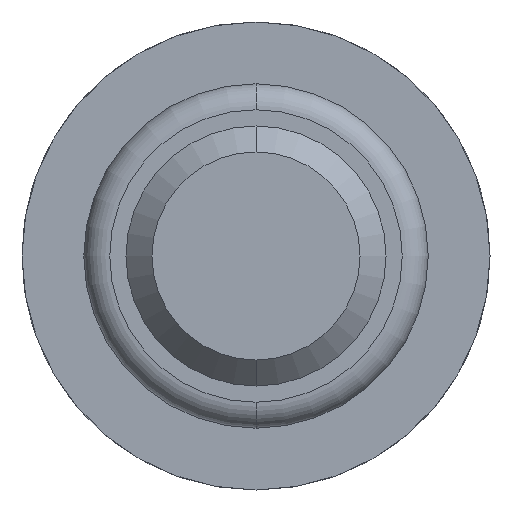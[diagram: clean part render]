
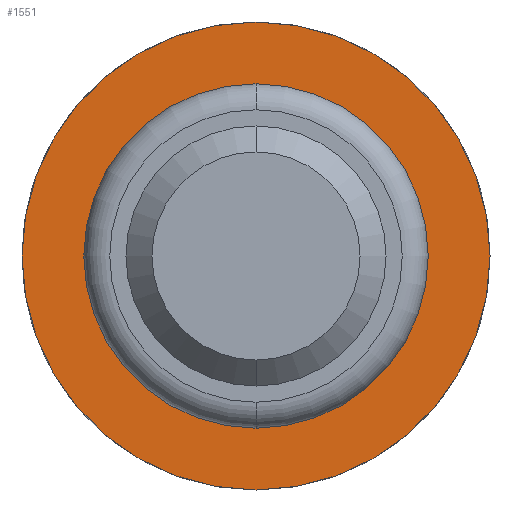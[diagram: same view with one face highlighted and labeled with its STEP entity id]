
A CAD part, front view. The second image highlights one B-rep face of the part: STEP entity #1551.
In plain terms, the highlighted planar face has unit normal (0, -1, 0).
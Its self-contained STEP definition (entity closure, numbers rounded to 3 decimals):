
#42 = CARTESIAN_POINT ( 'NONE',  ( 0., -1.8, 1.325 ) ) ;
#50 = ORIENTED_EDGE ( 'NONE', *, *, #4745, .F. ) ;
#66 = CIRCLE ( 'NONE', #2430, 1.8 ) ;
#177 = AXIS2_PLACEMENT_3D ( 'NONE', #3598, #2356, #778 ) ;
#373 = VERTEX_POINT ( 'NONE', #4288 ) ;
#457 = CIRCLE ( 'NONE', #603, 1.8 ) ;
#505 = EDGE_CURVE ( 'Defeature ausgef�hrt4_13+Defeature ausgef�hrt4_14+Defeature ausgef�hrt4_14+Defeature ausgef�hrt4_14', #373, #1006, #2269, .T. ) ;
#603 = AXIS2_PLACEMENT_3D ( 'NONE', #845, #1672, #4537 ) ;
#768 = FACE_OUTER_BOUND ( 'NONE', #3912, .T. ) ;
#778 = DIRECTION ( 'NONE',  ( 0., 0., 1. ) ) ;
#829 = DIRECTION ( 'NONE',  ( 0., 1., 0. ) ) ;
#845 = CARTESIAN_POINT ( 'NONE',  ( 0., -1.8, 0. ) ) ;
#1006 = VERTEX_POINT ( 'NONE', #42 ) ;
#1183 = CARTESIAN_POINT ( 'NONE',  ( 0., -1.8, 1.8 ) ) ;
#1366 = DIRECTION ( 'NONE',  ( 0., 0., 1. ) ) ;
#1391 = AXIS2_PLACEMENT_3D ( 'NONE', #3267, #829, #3680 ) ;
#1551 = ADVANCED_FACE ( 'Defeature ausgef�hrt4_13', ( #768, #4284 ), #4935, .F. ) ;
#1672 = DIRECTION ( 'NONE',  ( 0., 1., 0. ) ) ;
#1728 = CARTESIAN_POINT ( 'NONE',  ( 0., -1.8, -1.8 ) ) ;
#1787 = CARTESIAN_POINT ( 'NONE',  ( 0., -1.8, 0. ) ) ;
#2037 = EDGE_CURVE ( 'Defeature ausgef�hrt4_12+Defeature ausgef�hrt4_13+Defeature ausgef�hrt4_13+Defeature ausgef�hrt4_13', #3739, #3649, #66, .T. ) ;
#2269 = CIRCLE ( 'NONE', #177, 1.325 ) ;
#2356 = DIRECTION ( 'NONE',  ( 0., 1., 0. ) ) ;
#2430 = AXIS2_PLACEMENT_3D ( 'NONE', #1787, #2590, #1366 ) ;
#2590 = DIRECTION ( 'NONE',  ( 0., 1., 0. ) ) ;
#2689 = AXIS2_PLACEMENT_3D ( 'NONE', #4436, #4001, #4018 ) ;
#3096 = ORIENTED_EDGE ( 'NONE', *, *, #2037, .F. ) ;
#3267 = CARTESIAN_POINT ( 'NONE',  ( 1.8, -1.8, 0. ) ) ;
#3366 = CIRCLE ( 'NONE', #2689, 1.325 ) ;
#3598 = CARTESIAN_POINT ( 'NONE',  ( 0., -1.8, 0. ) ) ;
#3649 = VERTEX_POINT ( 'NONE', #1728 ) ;
#3680 = DIRECTION ( 'NONE',  ( 0., 0., 1. ) ) ;
#3739 = VERTEX_POINT ( 'NONE', #1183 ) ;
#3881 = ORIENTED_EDGE ( 'NONE', *, *, #505, .T. ) ;
#3912 = EDGE_LOOP ( 'NONE', ( #3096, #50 ) ) ;
#4001 = DIRECTION ( 'NONE',  ( 0., 1., 0. ) ) ;
#4018 = DIRECTION ( 'NONE',  ( 0., 0., 1. ) ) ;
#4064 = EDGE_LOOP ( 'NONE', ( #5128, #3881 ) ) ;
#4284 = FACE_BOUND ( 'NONE', #4064, .T. ) ;
#4288 = CARTESIAN_POINT ( 'NONE',  ( 0., -1.8, -1.325 ) ) ;
#4436 = CARTESIAN_POINT ( 'NONE',  ( 0., -1.8, 0. ) ) ;
#4537 = DIRECTION ( 'NONE',  ( 0., 0., 1. ) ) ;
#4745 = EDGE_CURVE ( 'Defeature ausgef�hrt4_12+Defeature ausgef�hrt4_13+Defeature ausgef�hrt4_13+Defeature ausgef�hrt4_13', #3649, #3739, #457, .T. ) ;
#4935 = PLANE ( 'NONE',  #1391 ) ;
#5128 = ORIENTED_EDGE ( 'NONE', *, *, #5160, .T. ) ;
#5160 = EDGE_CURVE ( 'Defeature ausgef�hrt4_13+Defeature ausgef�hrt4_14+Defeature ausgef�hrt4_14+Defeature ausgef�hrt4_14', #1006, #373, #3366, .T. ) ;
